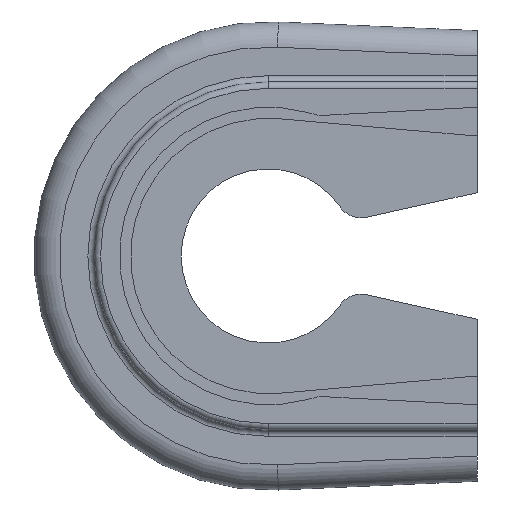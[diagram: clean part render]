
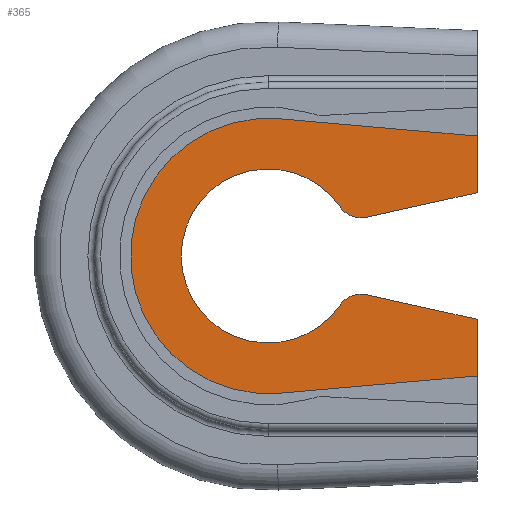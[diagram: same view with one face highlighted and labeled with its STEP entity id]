
A CAD part, left-side view. The second image highlights one B-rep face of the part: STEP entity #365.
In plain terms, the highlighted planar face has unit normal (-1, 0, 0).
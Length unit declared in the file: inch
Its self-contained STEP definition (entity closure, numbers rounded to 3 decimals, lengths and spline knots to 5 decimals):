
#234=CARTESIAN_POINT('Vertex',(0.27559,-0.30535,0.12053)) ;
#248=CARTESIAN_POINT('Vertex',(0.27559,-0.64961,0.19685)) ;
#251=CARTESIAN_POINT('Line Origine',(0.27559,-0.47748,0.15869)) ;
#268=CARTESIAN_POINT('Axis2P3D Location',(0.27559,-0.2883,0.1974)) ;
#272=CARTESIAN_POINT('Vertex',(0.27559,-0.22333,0.15292)) ;
#294=CARTESIAN_POINT('Axis2P3D Location',(0.27559,0.,0.)) ;
#299=CARTESIAN_POINT('Axis2P3D Location',(0.27559,-0.2883,-0.1974)) ;
#303=CARTESIAN_POINT('Vertex',(0.27559,-0.22333,-0.15292)) ;
#305=CARTESIAN_POINT('Vertex',(0.27559,-0.30535,-0.12053)) ;
#308=CARTESIAN_POINT('Axis2P3D Location',(0.27559,0.,0.)) ;
#313=CARTESIAN_POINT('Line Origine',(0.27559,-0.64961,0.2849)) ;
#317=CARTESIAN_POINT('Vertex',(0.27559,-0.64961,0.37295)) ;
#320=CARTESIAN_POINT('Line Origine',(0.27559,-0.34346,0.39974)) ;
#324=CARTESIAN_POINT('Vertex',(0.27559,-0.03732,0.42652)) ;
#327=CARTESIAN_POINT('Axis2P3D Location',(0.27559,0.,0.)) ;
#331=CARTESIAN_POINT('Vertex',(0.27559,-0.03732,-0.42652)) ;
#334=CARTESIAN_POINT('Line Origine',(0.27559,-0.34346,-0.39974)) ;
#338=CARTESIAN_POINT('Vertex',(0.27559,-0.64961,-0.37295)) ;
#341=CARTESIAN_POINT('Line Origine',(0.27559,-0.64961,-0.2849)) ;
#345=CARTESIAN_POINT('Vertex',(0.27559,-0.64961,-0.19685)) ;
#348=CARTESIAN_POINT('Line Origine',(0.27559,-0.47748,-0.15869)) ;
#252=DIRECTION('Vector Direction',(0.,0.976,-0.216)) ;
#269=DIRECTION('Axis2P3D Direction',(1.,0.,0.)) ;
#295=DIRECTION('Axis2P3D Direction',(1.,0.,0.)) ;
#296=DIRECTION('Axis2P3D XDirection',(0.,1.,0.)) ;
#300=DIRECTION('Axis2P3D Direction',(1.,0.,0.)) ;
#309=DIRECTION('Axis2P3D Direction',(1.,0.,0.)) ;
#314=DIRECTION('Vector Direction',(0.,0.,-1.)) ;
#321=DIRECTION('Vector Direction',(0.,-0.996,-0.087)) ;
#328=DIRECTION('Axis2P3D Direction',(1.,0.,0.)) ;
#335=DIRECTION('Vector Direction',(0.,0.996,-0.087)) ;
#342=DIRECTION('Vector Direction',(0.,0.,-1.)) ;
#349=DIRECTION('Vector Direction',(0.,0.976,0.216)) ;
#270=AXIS2_PLACEMENT_3D('Circle Axis2P3D',#268,#269,$) ;
#297=AXIS2_PLACEMENT_3D('Plane Axis2P3D',#294,#295,#296) ;
#301=AXIS2_PLACEMENT_3D('Circle Axis2P3D',#299,#300,$) ;
#310=AXIS2_PLACEMENT_3D('Circle Axis2P3D',#308,#309,$) ;
#329=AXIS2_PLACEMENT_3D('Circle Axis2P3D',#327,#328,$) ;
#354=ORIENTED_EDGE('',*,*,#307,.F.) ;
#355=ORIENTED_EDGE('',*,*,#312,.F.) ;
#356=ORIENTED_EDGE('',*,*,#274,.F.) ;
#357=ORIENTED_EDGE('',*,*,#255,.F.) ;
#358=ORIENTED_EDGE('',*,*,#319,.F.) ;
#359=ORIENTED_EDGE('',*,*,#326,.F.) ;
#360=ORIENTED_EDGE('',*,*,#333,.F.) ;
#361=ORIENTED_EDGE('',*,*,#340,.F.) ;
#362=ORIENTED_EDGE('',*,*,#347,.F.) ;
#363=ORIENTED_EDGE('',*,*,#352,.F.) ;
#253=VECTOR('Line Direction',#252,0.03937) ;
#315=VECTOR('Line Direction',#314,0.03937) ;
#322=VECTOR('Line Direction',#321,0.03937) ;
#336=VECTOR('Line Direction',#335,0.03937) ;
#343=VECTOR('Line Direction',#342,0.03937) ;
#350=VECTOR('Line Direction',#349,0.03937) ;
#365=ADVANCED_FACE('PartBody',(#364),#298,.F.) ;
#271=CIRCLE('generated circle',#270,0.07874) ;
#302=CIRCLE('generated circle',#301,0.07874) ;
#311=CIRCLE('generated circle',#310,0.27067) ;
#330=CIRCLE('generated circle',#329,0.42815) ;
#255=EDGE_CURVE('',#249,#235,#254,.T.) ;
#274=EDGE_CURVE('',#235,#273,#271,.T.) ;
#307=EDGE_CURVE('',#304,#306,#302,.T.) ;
#312=EDGE_CURVE('',#273,#304,#311,.F.) ;
#319=EDGE_CURVE('',#318,#249,#316,.T.) ;
#326=EDGE_CURVE('',#325,#318,#323,.T.) ;
#333=EDGE_CURVE('',#332,#325,#330,.T.) ;
#340=EDGE_CURVE('',#339,#332,#337,.T.) ;
#347=EDGE_CURVE('',#346,#339,#344,.T.) ;
#352=EDGE_CURVE('',#306,#346,#351,.F.) ;
#353=EDGE_LOOP('',(#354,#355,#356,#357,#358,#359,#360,#361,#362,#363)) ;
#364=FACE_OUTER_BOUND('',#353,.T.) ;
#254=LINE('Line',#251,#253) ;
#316=LINE('Line',#313,#315) ;
#323=LINE('Line',#320,#322) ;
#337=LINE('Line',#334,#336) ;
#344=LINE('Line',#341,#343) ;
#351=LINE('Line',#348,#350) ;
#298=PLANE('',#297) ;
#235=VERTEX_POINT('',#234) ;
#249=VERTEX_POINT('',#248) ;
#273=VERTEX_POINT('',#272) ;
#304=VERTEX_POINT('',#303) ;
#306=VERTEX_POINT('',#305) ;
#318=VERTEX_POINT('',#317) ;
#325=VERTEX_POINT('',#324) ;
#332=VERTEX_POINT('',#331) ;
#339=VERTEX_POINT('',#338) ;
#346=VERTEX_POINT('',#345) ;
